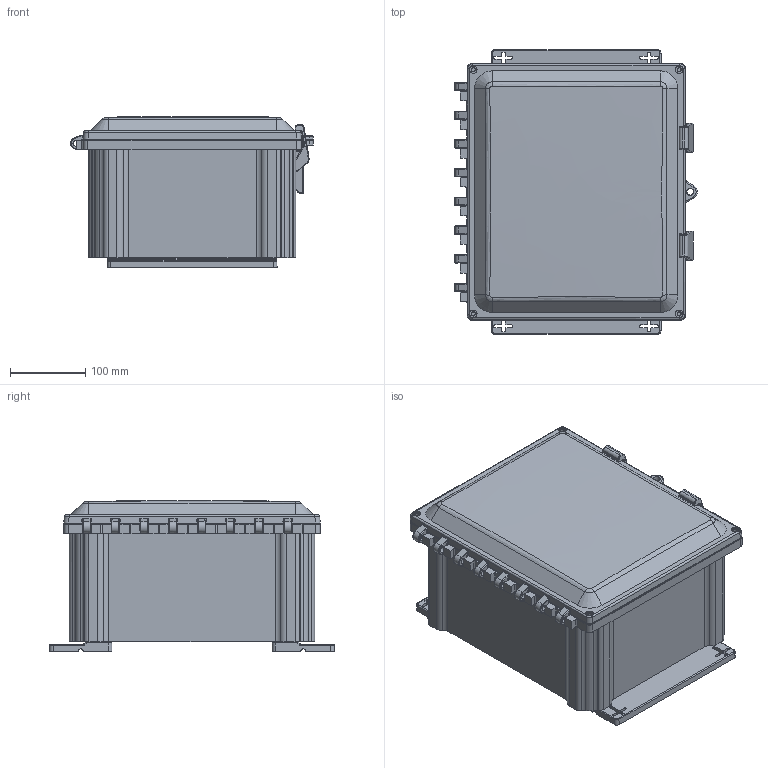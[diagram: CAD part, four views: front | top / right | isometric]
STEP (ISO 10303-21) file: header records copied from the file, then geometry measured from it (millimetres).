
FILE_DESCRIPTION (( 'STEP AP214' ), '1' );
FILE_NAME ('AHF12106C.STEP', '2024-03-06T20:03:47', ( '' ), ( '' ), 'SwSTEP 2.0', 'SolidWorks 2023', '' );
FILE_SCHEMA (( 'AUTOMOTIVE_DESIGN' ));
Length unit declared in the file: inch
Products named in the file (1): AHF12106C
Bounding box: 321.98 x 377.82 x 200.07 mm (x, y, z)
Volume: 2200786.1 mm3; surface area: 938921 mm2
Topology: 6 solids, 8 shells, 1623 faces, 4074 edges, 2514 vertices
Faces by surface type: plane 528, cylinder 521, bspline 427, cone 87, torus 56, sphere 4
Full cylindrical faces by diameter (mm): 4.76 x21, 4.953 x4, 5.08 x4, 6.337 x4, 6.35 x6, 6.858 x2, 8.319 x8, 9.525 x1, 9.906 x4, 11.43 x1, 12.38 x21, 15.88 x4
Entity records: 76874 total; most frequent: CARTESIAN_POINT 43407, ORIENTED_EDGE 7882, DIRECTION 5369, EDGE_CURVE 3941, VERTEX_POINT 2476, LINE 1823, VECTOR 1823, EDGE_LOOP 1813
